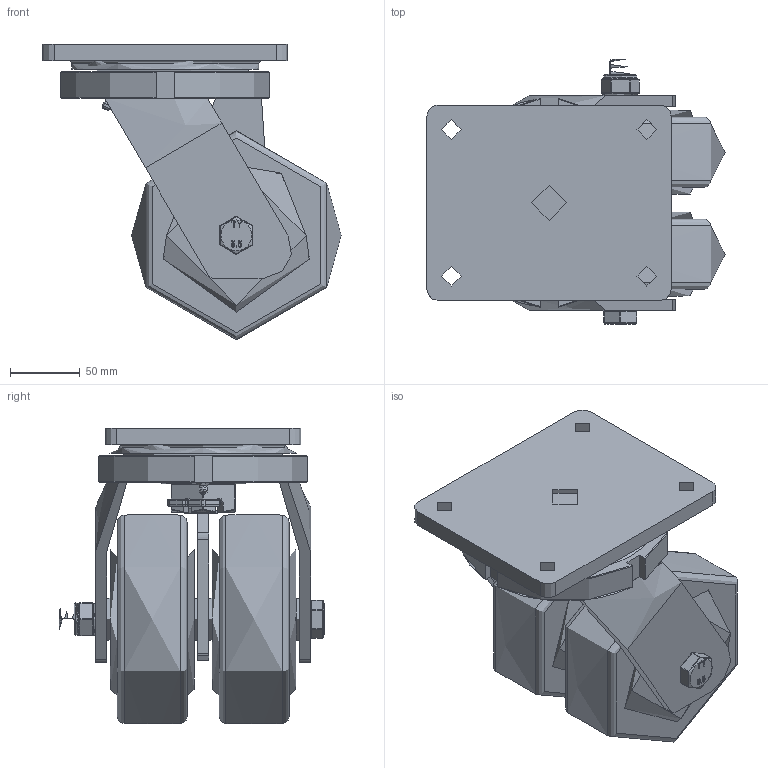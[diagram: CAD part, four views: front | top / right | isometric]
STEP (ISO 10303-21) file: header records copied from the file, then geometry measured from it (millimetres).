
FILE_DESCRIPTION(/* description */ (''),/* implementation_level */ '2;1');
FILE_NAME(/* name */ '2BZQ150NYBJHD.step',/* time_stamp */ '2025-06-06T11:53:08+01:00',/* author */ (''),/* organization */ (''),/* preprocessor_version */ 'ST-DEVELOPER v20.1',/* originating_system */ 'Autodesk Translation Framework v14.10.0.0',/* authorisation */ '');
FILE_SCHEMA (('AUTOMOTIVE_DESIGN { 1 0 10303 214 3 1 1 }'));
Products named in the file (57): 2BZQ150NYBJHD; 2BZQ150AS v1; FABRICATED STEEL TOP PLATE; TOP PLATE; NUT; PIN; FABRICATED STEEL FORKS; FABRICATED STEEL FORKS Geometry; GREASE NIPPLE; BZXH150WNYBJM25HD v2; NYLON WHEEL; BEARING6205ZZ; INNER; OUTER; Pattern; Component4; MIDDLE; RUBBER; BEARING6205ZZ (1); INNER (1); OUTER (1); Pattern (1); Component4 (1); MIDDLE (1); RUBBER (1); BEARING SPACER; BZXH150WNYBJM25HD v2 (1); NYLON WHEEL (1); BEARING6205ZZ (2); INNER (2); OUTER (2); Pattern (2); Component4 (2); MIDDLE (2); RUBBER (2); BEARING6205ZZ (1) (1); INNER (1) (1); OUTER (1) (1); Pattern (1) (1); Component4 (1) (1) ...
Assembly tree (96 placements, depth 5):
  2BZQ150NYBJHD
    2BZQ150AS v1
      FABRICATED STEEL TOP PLATE
        TOP PLATE
        NUT
        PIN
      FABRICATED STEEL FORKS
        FABRICATED STEEL FORKS Geometry
        GREASE NIPPLE
    BZXH150WNYBJM25HD v2
      NYLON WHEEL
      BEARING6205ZZ
        INNER
        OUTER
        Pattern
          Component4  x10
        MIDDLE
        RUBBER  x2
      BEARING6205ZZ (1)
        INNER (1)
        OUTER (1)
        Pattern (1)
          Component4 (1)  x10
        MIDDLE (1)
        RUBBER (1)  x2
      BEARING SPACER
    BZXH150WNYBJM25HD v2 (1)
      NYLON WHEEL (1)
      BEARING6205ZZ (2)
        INNER (2)
        OUTER (2)
        Pattern (2)
          Component4 (2)  x10
        MIDDLE (2)
        RUBBER (2)  x2
      BEARING6205ZZ (1) (1)
        INNER (1) (1)
        OUTER (1) (1)
        Pattern (1) (1)
          Component4 (1) (1)  x10
        MIDDLE (1) (1)
        RUBBER (1) (1)  x2
      BEARING SPACER (1)
    TH25X3X16 v1
      ZINC PLATED HEADED SPACER
    TH25X3X16 v1 (1)
      ZINC PLATED HEADED SPACER (1)
    TH25X3X16 v1 (2)
      ZINC PLATED HEADED SPACER (2)
    TH25X3X16 v1 (3)
      ZINC PLATED HEADED SPACER (3)
    BOLTM16X180Z8.8 v2
      ZINC PLATED STEEL BOLT
    NM16NYTHINZ v1
      NYLOC NUT
        NUT (1)
        RUBBER (3)
Bounding box: 213.5 x 190.05 x 211.96 mm (x, y, z)
Volume: 2780299.1 mm3; surface area: 428212.8 mm2
Topology: 76 solids, 76 shells, 2219 faces, 5812 edges, 3783 vertices
Faces by surface type: bspline 772, plane 760, cylinder 335, sphere 205, torus 120, cone 27
Full cylindrical faces by diameter (mm): 6 x1, 6.5 x1, 13.534 x23, 14.2 x4, 15.822 x23, 16 x8, 16.2 x7, 18 x2, 23 x1, 23.5 x1, 24.8 x4, 25 x5, 26 x2, 27 x7, 30 x7, 32.28 x4, 34.35 x16, 34.71 x8, 35.21 x8, 36.28 x4, 44.28 x4, 45.21 x8, 45.71 x8, 46.21 x16, 48 x2, 48.28 x4, 52 x8, 62 x2, 120 x1, 124 x1
Entity records: 85780 total; most frequent: CARTESIAN_POINT 47993, ORIENTED_EDGE 8182, DIRECTION 6491, EDGE_CURVE 4091, VERTEX_POINT 2655, AXIS2_PLACEMENT_3D 2512, EDGE_LOOP 1814, FACE_OUTER_BOUND 1583
